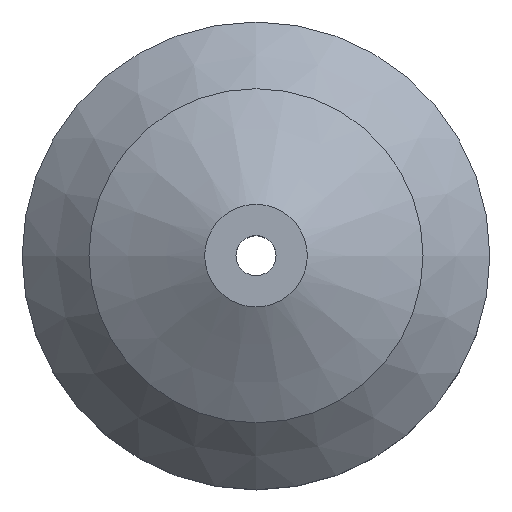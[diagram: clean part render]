
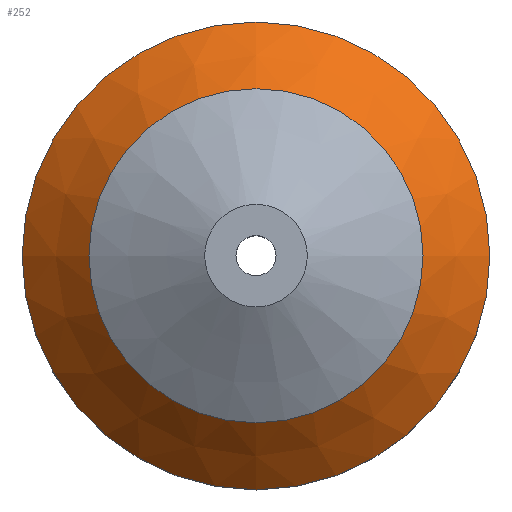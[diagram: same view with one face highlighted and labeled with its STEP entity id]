
A CAD part, top view. The second image highlights one B-rep face of the part: STEP entity #252.
In plain terms, the highlighted conical face has half-angle 45 degrees and reference radius 19.05 mm.
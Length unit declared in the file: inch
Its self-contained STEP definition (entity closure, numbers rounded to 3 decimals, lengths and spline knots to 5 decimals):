
#27=CONICAL_SURFACE('',#300,0.75,0.785);
#38=LINE('',#456,#50);
#50=VECTOR('',#381,0.75);
#78=FACE_OUTER_BOUND('',#100,.T.);
#100=EDGE_LOOP('',(#217,#218,#219,#220));
#121=CIRCLE('',#301,0.625);
#122=CIRCLE('',#302,0.875);
#139=VERTEX_POINT('',#453);
#140=VERTEX_POINT('',#455);
#166=EDGE_CURVE('',#139,#139,#121,.T.);
#167=EDGE_CURVE('',#139,#140,#38,.T.);
#168=EDGE_CURVE('',#140,#140,#122,.T.);
#217=ORIENTED_EDGE('',*,*,#166,.T.);
#218=ORIENTED_EDGE('',*,*,#167,.T.);
#219=ORIENTED_EDGE('',*,*,#168,.T.);
#220=ORIENTED_EDGE('',*,*,#167,.F.);
#252=ADVANCED_FACE('',(#78),#27,.T.);
#300=AXIS2_PLACEMENT_3D('',#452,#377,#378);
#301=AXIS2_PLACEMENT_3D('',#454,#379,#380);
#302=AXIS2_PLACEMENT_3D('',#457,#382,#383);
#377=DIRECTION('center_axis',(0.,0.,-1.));
#378=DIRECTION('ref_axis',(1.,0.,0.));
#379=DIRECTION('center_axis',(0.,0.,-1.));
#380=DIRECTION('ref_axis',(1.,0.,0.));
#381=DIRECTION('',(-0.707,0.,-0.707));
#382=DIRECTION('center_axis',(0.,0.,1.));
#383=DIRECTION('ref_axis',(1.,0.,0.));
#452=CARTESIAN_POINT('Origin',(0.,0.,0.375));
#453=CARTESIAN_POINT('',(-0.625,0.,0.5));
#454=CARTESIAN_POINT('Origin',(0.,0.,0.5));
#455=CARTESIAN_POINT('',(-0.875,0.,0.25));
#456=CARTESIAN_POINT('',(-0.75,0.,0.375));
#457=CARTESIAN_POINT('Origin',(0.,0.,0.25));
